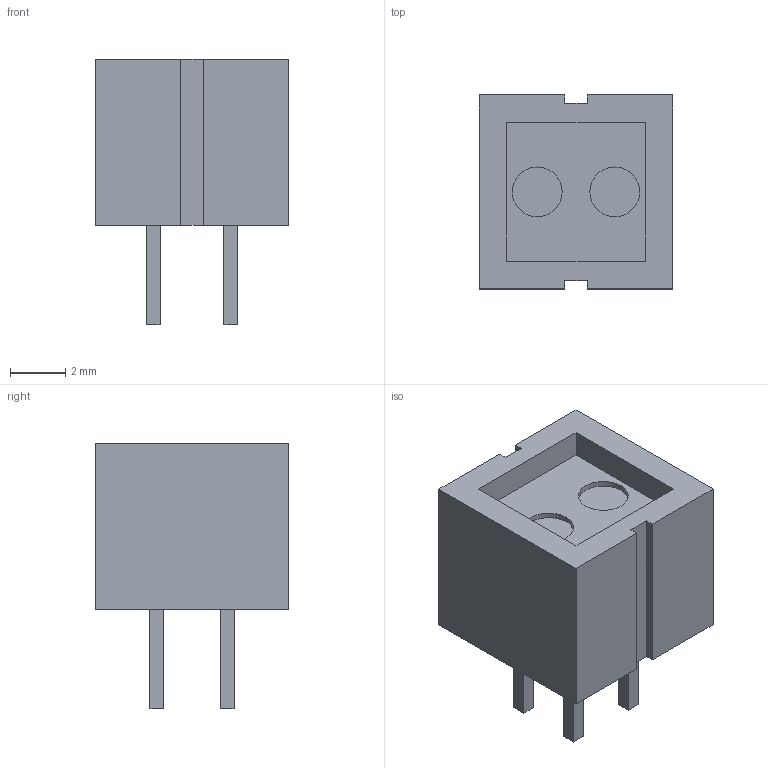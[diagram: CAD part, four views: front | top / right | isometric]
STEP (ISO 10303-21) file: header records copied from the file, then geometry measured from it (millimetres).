
FILE_DESCRIPTION (( 'STEP AP214' ), '1' );
FILE_NAME ('cny70.STEP', '2019-08-22T17:29:32', ( '' ), ( '' ), 'SwSTEP 2.0', 'SolidWorks 2018', '' );
FILE_SCHEMA (( 'AUTOMOTIVE_DESIGN' ));
Length unit declared in the file: millimetre
Products named in the file (1): cny70
Bounding box: 7 x 7 x 9.6 mm (x, y, z)
Volume: 268.7 mm3; surface area: 323.8 mm2
Topology: 1 solids, 1 shells, 177 faces, 450 edges, 300 vertices
Faces by surface type: plane 102, bspline 71, cylinder 4
Entity records: 10297 total; most frequent: CARTESIAN_POINT 5807, ORIENTED_EDGE 900, DIRECTION 530, EDGE_CURVE 450, VERTEX_POINT 300, VECTOR 300, LINE 300, EDGE_LOOP 202
